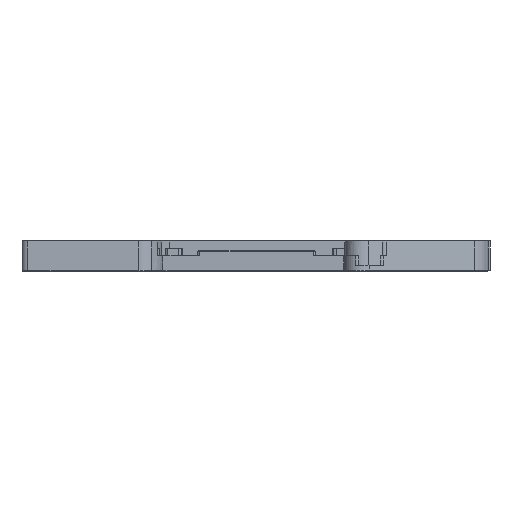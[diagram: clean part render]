
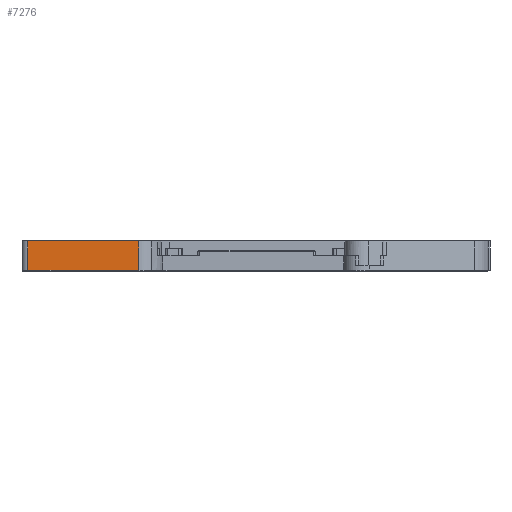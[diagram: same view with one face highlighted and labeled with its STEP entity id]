
A CAD part, front view. The second image highlights one B-rep face of the part: STEP entity #7276.
In plain terms, the highlighted planar face has unit normal (0, -1, 0).
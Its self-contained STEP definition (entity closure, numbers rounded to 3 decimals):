
#490 = LINE ( 'NONE', #11426, #31429 ) ;
#1895 = VERTEX_POINT ( 'NONE', #31773 ) ;
#2797 = PLANE ( 'NONE',  #31210 ) ;
#2971 = CARTESIAN_POINT ( 'NONE',  ( 0., -6.262, 5.15 ) ) ;
#3027 = CARTESIAN_POINT ( 'NONE',  ( -20.283, -6.262, 5.15 ) ) ;
#3802 = CARTESIAN_POINT ( 'NONE',  ( 0., -6.262, 5.15 ) ) ;
#5798 = EDGE_CURVE ( 'NONE', #32802, #31180, #490, .T. ) ;
#7276 = ADVANCED_FACE ( 'NONE', ( #24424 ), #2797, .F. ) ;
#8051 = EDGE_CURVE ( 'NONE', #31180, #23437, #30116, .T. ) ;
#10152 = ORIENTED_EDGE ( 'NONE', *, *, #10266, .T. ) ;
#10238 = ORIENTED_EDGE ( 'NONE', *, *, #22593, .F. ) ;
#10266 = EDGE_CURVE ( 'NONE', #1895, #23437, #32899, .T. ) ;
#10304 = EDGE_LOOP ( 'NONE', ( #12438, #31977, #10238, #10152 ) ) ;
#11426 = CARTESIAN_POINT ( 'NONE',  ( -20.283, -6.262, 5.15 ) ) ;
#11629 = CARTESIAN_POINT ( 'NONE',  ( -39.24, -6.262, 5.15 ) ) ;
#12438 = ORIENTED_EDGE ( 'NONE', *, *, #8051, .F. ) ;
#12709 = VECTOR ( 'NONE', #25202, 1000. ) ;
#14040 = DIRECTION ( 'NONE',  ( 0., 0., -1. ) ) ;
#15267 = VECTOR ( 'NONE', #19554, 1000. ) ;
#19554 = DIRECTION ( 'NONE',  ( -1., 0., 0. ) ) ;
#20006 = CARTESIAN_POINT ( 'NONE',  ( -39.24, -6.262, 0.15 ) ) ;
#20249 = LINE ( 'NONE', #3802, #26046 ) ;
#22593 = EDGE_CURVE ( 'NONE', #1895, #32802, #20249, .T. ) ;
#23111 = DIRECTION ( 'NONE',  ( 1., 0., 0. ) ) ;
#23437 = VERTEX_POINT ( 'NONE', #20006 ) ;
#24424 = FACE_OUTER_BOUND ( 'NONE', #10304, .T. ) ;
#24747 = CARTESIAN_POINT ( 'NONE',  ( -20.283, -6.262, 0.15 ) ) ;
#25202 = DIRECTION ( 'NONE',  ( 0., 0., -1. ) ) ;
#26046 = VECTOR ( 'NONE', #23111, 1000. ) ;
#28571 = DIRECTION ( 'NONE',  ( 0., 0., -1. ) ) ;
#29359 = CARTESIAN_POINT ( 'NONE',  ( -20.283, -6.262, 0.15 ) ) ;
#29974 = DIRECTION ( 'NONE',  ( 0., 1., 0. ) ) ;
#30116 = LINE ( 'NONE', #24747, #15267 ) ;
#31180 = VERTEX_POINT ( 'NONE', #29359 ) ;
#31210 = AXIS2_PLACEMENT_3D ( 'NONE', #2971, #29974, #14040 ) ;
#31429 = VECTOR ( 'NONE', #28571, 1000. ) ;
#31773 = CARTESIAN_POINT ( 'NONE',  ( -39.24, -6.262, 5.15 ) ) ;
#31977 = ORIENTED_EDGE ( 'NONE', *, *, #5798, .F. ) ;
#32802 = VERTEX_POINT ( 'NONE', #3027 ) ;
#32899 = LINE ( 'NONE', #11629, #12709 ) ;
